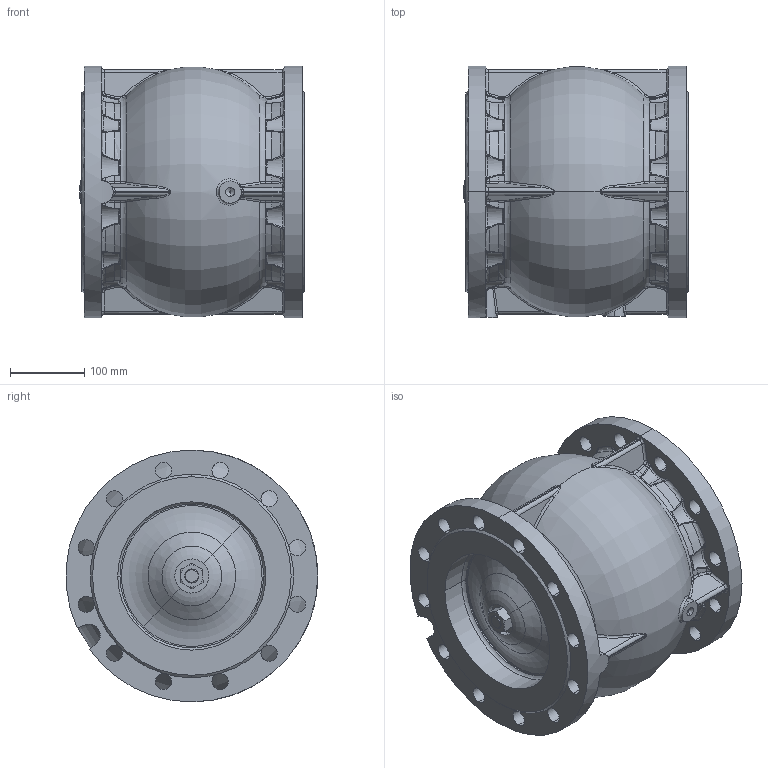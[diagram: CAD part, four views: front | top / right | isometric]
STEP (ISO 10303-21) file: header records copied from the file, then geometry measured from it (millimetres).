
FILE_DESCRIPTION (( 'STEP AP203' ), '1' );
FILE_NAME ('F5.DN200.STEP', '2012-10-26T15:17:45', ( 'luca.saino' ), ( 'Hewlett-Packard Company' ), 'SwSTEP 2.0', 'SolidWorks 2012', '' );
FILE_SCHEMA (( 'CONFIG_CONTROL_DESIGN' ));
Products named in the file (1): F5.DN200
Bounding box: 303 x 339.53 x 340 mm (x, y, z)
Volume: 6807163.5 mm3; surface area: 971188.1 mm2
Topology: 1 solids, 1 shells, 882 faces, 2391 edges, 1436 vertices
Faces by surface type: bspline 331, cylinder 250, torus 139, plane 90, cone 70, sphere 2
Entity records: 51061 total; most frequent: CARTESIAN_POINT 31768, ORIENTED_EDGE 4666, DIRECTION 3335, EDGE_CURVE 2333, AXIS2_PLACEMENT_3D 1486, VERTEX_POINT 1436, B_SPLINE_CURVE_WITH_KNOTS 1017, CIRCLE 934
